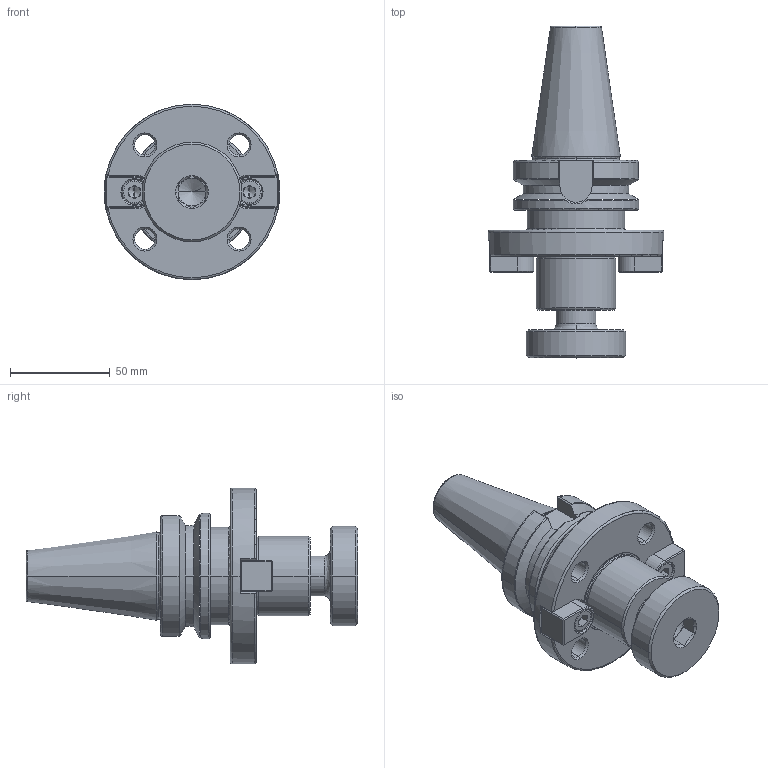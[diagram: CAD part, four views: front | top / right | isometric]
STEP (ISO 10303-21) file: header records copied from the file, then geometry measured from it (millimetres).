
FILE_DESCRIPTION (( 'STEP AP203' ), '1' );
FILE_NAME ('BT40-FMB40-50.STEP', '2021-01-11T02:32:57', ( '微软用户' ), ( '微软中国' ), 'SwSTEP 2.0', 'SolidWorks 2016', '' );
FILE_SCHEMA (( 'CONFIG_CONTROL_DESIGN' ));
Length unit declared in the file: millimetre
Products named in the file (5): BT40-FMB40-50; FMB40圉埴瑩; FMB40-M20内六角大圆柱头紧固螺钉; hexagon socket head cap screws gb_GB_FASTENER_SCREWS_HSHCS M8X12-N
Assembly tree (6 placements, depth 2):
  BT40-FMB40-50
    BT40-FMB40-50
    FMB40圉埴瑩  x2
    FMB40-M20内六角大圆柱头紧固螺钉
    hexagon socket head cap screws gb_GB_FASTENER_SCREWS_HSHCS M8X12-N  x2
Bounding box: 88 x 166.4 x 88 mm (x, y, z)
Volume: 273511.1 mm3; surface area: 58034.8 mm2
Topology: 6 solids, 6 shells, 299 faces, 715 edges, 430 vertices
Faces by surface type: plane 119, cone 69, cylinder 67, bspline 32, torus 12
Entity records: 10204 total; most frequent: CARTESIAN_POINT 3980, DIRECTION 1188, ORIENTED_EDGE 1186, EDGE_CURVE 593, AXIS2_PLACEMENT_3D 466, VERTEX_POINT 365, EDGE_LOOP 270, LINE 256
